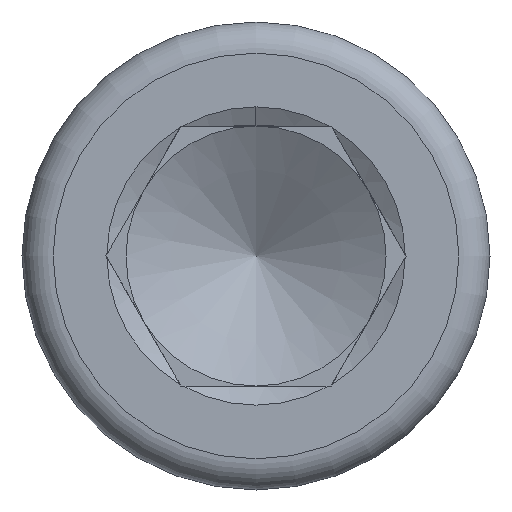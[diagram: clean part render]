
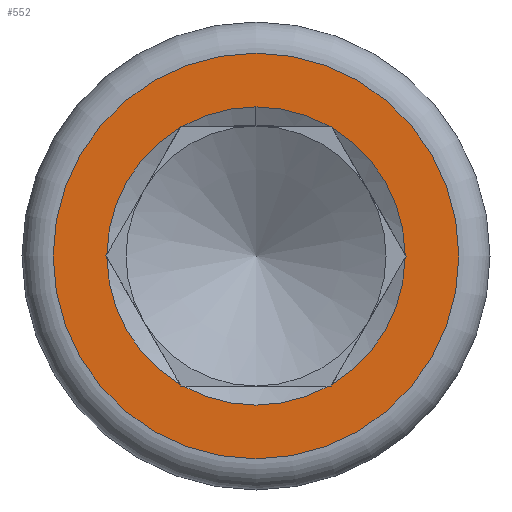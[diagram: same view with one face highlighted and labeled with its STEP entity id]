
A CAD part, left-side view. The second image highlights one B-rep face of the part: STEP entity #552.
In plain terms, the highlighted planar face has unit normal (-1, 0, 0).
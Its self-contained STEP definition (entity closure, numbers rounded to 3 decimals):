
#101=PLANE('',#605);
#112=CIRCLE('',#576,7.8);
#114=CIRCLE('',#582,5.735);
#128=CIRCLE('',#606,5.735);
#129=CIRCLE('',#607,5.735);
#130=CIRCLE('',#608,5.735);
#131=CIRCLE('',#609,5.735);
#132=CIRCLE('',#610,5.735);
#133=CIRCLE('',#611,5.735);
#141=VERTEX_POINT('',#640);
#142=VERTEX_POINT('',#641);
#143=VERTEX_POINT('',#643);
#146=VERTEX_POINT('',#650);
#147=VERTEX_POINT('',#656);
#148=VERTEX_POINT('',#657);
#149=VERTEX_POINT('',#659);
#151=VERTEX_POINT('',#669);
#152=VERTEX_POINT('',#670);
#153=VERTEX_POINT('',#672);
#155=VERTEX_POINT('',#682);
#156=VERTEX_POINT('',#683);
#157=VERTEX_POINT('',#685);
#160=VERTEX_POINT('',#692);
#162=VERTEX_POINT('',#699);
#163=VERTEX_POINT('',#703);
#165=VERTEX_POINT('',#711);
#166=VERTEX_POINT('',#719);
#178=VERTEX_POINT('',#761);
#179=VERTEX_POINT('',#763);
#181=VECTOR('',#799,1.);
#186=VECTOR('',#804,1.);
#187=VECTOR('',#806,1.);
#191=VECTOR('',#810,1.);
#192=VECTOR('',#812,1.);
#196=VECTOR('',#816,1.);
#197=VECTOR('',#818,1.);
#202=VECTOR('',#823,1.);
#203=VECTOR('',#825,1.);
#206=VECTOR('',#828,1.);
#212=VECTOR('',#890,1.);
#213=VECTOR('',#893,1.);
#217=LINE('',#642,#181);
#222=LINE('',#651,#186);
#223=LINE('',#658,#187);
#227=LINE('',#664,#191);
#228=LINE('',#671,#192);
#232=LINE('',#677,#196);
#233=LINE('',#684,#197);
#238=LINE('',#693,#202);
#239=LINE('',#704,#203);
#242=LINE('',#707,#206);
#248=LINE('',#760,#212);
#249=LINE('',#764,#213);
#260=EDGE_CURVE('',#143,#141,#217,.T.);
#265=EDGE_CURVE('',#146,#142,#222,.F.);
#267=EDGE_CURVE('',#149,#147,#223,.T.);
#271=EDGE_CURVE('',#143,#148,#227,.F.);
#273=EDGE_CURVE('',#153,#151,#228,.T.);
#277=EDGE_CURVE('',#149,#152,#232,.F.);
#279=EDGE_CURVE('',#157,#155,#233,.T.);
#284=EDGE_CURVE('',#160,#156,#238,.F.);
#287=EDGE_CURVE('',#146,#163,#239,.T.);
#290=EDGE_CURVE('',#157,#162,#242,.F.);
#292=EDGE_CURVE('',#165,#165,#112,.T.);
#295=EDGE_CURVE('',#163,#166,#114,.T.);
#313=EDGE_CURVE('',#155,#156,#128,.F.);
#314=EDGE_CURVE('',#160,#178,#248,.F.);
#315=EDGE_CURVE('',#178,#179,#129,.F.);
#316=EDGE_CURVE('',#153,#179,#249,.T.);
#317=EDGE_CURVE('',#152,#151,#130,.T.);
#318=EDGE_CURVE('',#148,#147,#131,.T.);
#319=EDGE_CURVE('',#141,#142,#132,.F.);
#320=EDGE_CURVE('',#166,#162,#133,.F.);
#422=ORIENTED_EDGE('',*,*,#292,.F.);
#423=ORIENTED_EDGE('',*,*,#290,.F.);
#424=ORIENTED_EDGE('',*,*,#279,.T.);
#425=ORIENTED_EDGE('',*,*,#313,.T.);
#426=ORIENTED_EDGE('',*,*,#284,.F.);
#427=ORIENTED_EDGE('',*,*,#314,.T.);
#428=ORIENTED_EDGE('',*,*,#315,.T.);
#429=ORIENTED_EDGE('',*,*,#316,.F.);
#430=ORIENTED_EDGE('',*,*,#273,.T.);
#431=ORIENTED_EDGE('',*,*,#317,.F.);
#432=ORIENTED_EDGE('',*,*,#277,.F.);
#433=ORIENTED_EDGE('',*,*,#267,.T.);
#434=ORIENTED_EDGE('',*,*,#318,.F.);
#435=ORIENTED_EDGE('',*,*,#271,.F.);
#436=ORIENTED_EDGE('',*,*,#260,.T.);
#437=ORIENTED_EDGE('',*,*,#319,.T.);
#438=ORIENTED_EDGE('',*,*,#265,.F.);
#439=ORIENTED_EDGE('',*,*,#287,.T.);
#440=ORIENTED_EDGE('',*,*,#295,.T.);
#441=ORIENTED_EDGE('',*,*,#320,.T.);
#489=EDGE_LOOP('',(#422));
#490=EDGE_LOOP('',(#423,#424,#425,#426,#427,#428,#429,#430,#431,#432,#433,
#434,#435,#436,#437,#438,#439,#440,#441));
#521=FACE_BOUND('',#489,.T.);
#522=FACE_BOUND('',#490,.T.);
#552=ADVANCED_FACE('',(#521,#522),#101,.F.);
#576=AXIS2_PLACEMENT_3D('',#712,#832,#833);
#582=AXIS2_PLACEMENT_3D('',#720,#842,#843);
#605=AXIS2_PLACEMENT_3D('',#758,#887,$);
#606=AXIS2_PLACEMENT_3D('',#759,#888,#889);
#607=AXIS2_PLACEMENT_3D('',#762,#891,#892);
#608=AXIS2_PLACEMENT_3D('',#765,#894,#895);
#609=AXIS2_PLACEMENT_3D('',#766,#896,#897);
#610=AXIS2_PLACEMENT_3D('',#767,#898,#899);
#611=AXIS2_PLACEMENT_3D('',#768,#900,#901);
#640=CARTESIAN_POINT('',(-12.,5.735,0.067));
#641=CARTESIAN_POINT('',(-12.,2.926,4.933));
#642=CARTESIAN_POINT('',(-12.,5.052,1.25));
#643=CARTESIAN_POINT('',(-12.,5.774,0.));
#650=CARTESIAN_POINT('',(-12.,2.887,5.));
#651=CARTESIAN_POINT('',(-12.,5.052,1.25));
#656=CARTESIAN_POINT('',(-12.,2.926,-4.933));
#657=CARTESIAN_POINT('',(-12.,5.735,-0.067));
#658=CARTESIAN_POINT('',(-12.,3.608,-3.75));
#659=CARTESIAN_POINT('',(-12.,2.887,-5.));
#664=CARTESIAN_POINT('',(-12.,3.608,-3.75));
#669=CARTESIAN_POINT('',(-12.,-2.809,-5.));
#670=CARTESIAN_POINT('',(-12.,2.809,-5.));
#671=CARTESIAN_POINT('',(-12.,-1.443,-5.));
#672=CARTESIAN_POINT('',(-12.,-2.887,-5.));
#677=CARTESIAN_POINT('',(-12.,-1.443,-5.));
#682=CARTESIAN_POINT('',(-12.,-2.926,4.933));
#683=CARTESIAN_POINT('',(-12.,-5.735,0.067));
#684=CARTESIAN_POINT('',(-12.,-3.608,3.75));
#685=CARTESIAN_POINT('',(-12.,-2.887,5.));
#692=CARTESIAN_POINT('',(-12.,-5.774,0.));
#693=CARTESIAN_POINT('',(-12.,-3.608,3.75));
#699=CARTESIAN_POINT('',(-12.,-2.809,5.));
#703=CARTESIAN_POINT('',(-12.,2.809,5.));
#704=CARTESIAN_POINT('',(-12.,1.443,5.));
#707=CARTESIAN_POINT('',(-12.,1.443,5.));
#711=CARTESIAN_POINT('',(-12.,0.,-7.8));
#712=CARTESIAN_POINT('',(-12.,0.,0.));
#719=CARTESIAN_POINT('',(-12.,0.,5.735));
#720=CARTESIAN_POINT('',(-12.,0.,0.));
#758=CARTESIAN_POINT('',(-12.,0.,0.));
#759=CARTESIAN_POINT('',(-12.,0.,0.));
#760=CARTESIAN_POINT('',(-12.,-5.052,-1.25));
#761=CARTESIAN_POINT('',(-12.,-5.735,-0.067));
#762=CARTESIAN_POINT('',(-12.,0.,0.));
#763=CARTESIAN_POINT('',(-12.,-2.926,-4.933));
#764=CARTESIAN_POINT('',(-12.,-5.052,-1.25));
#765=CARTESIAN_POINT('',(-12.,0.,0.));
#766=CARTESIAN_POINT('',(-12.,0.,0.));
#767=CARTESIAN_POINT('',(-12.,0.,0.));
#768=CARTESIAN_POINT('',(-12.,0.,0.));
#799=DIRECTION('',(0.,-0.5,0.866));
#804=DIRECTION('',(0.,-0.5,0.866));
#806=DIRECTION('',(0.,0.5,0.866));
#810=DIRECTION('',(0.,0.5,0.866));
#812=DIRECTION('',(0.,1.,0.));
#816=DIRECTION('',(0.,1.,0.));
#818=DIRECTION('',(0.,-0.5,-0.866));
#823=DIRECTION('',(0.,-0.5,-0.866));
#825=DIRECTION('',(0.,-1.,0.));
#828=DIRECTION('',(0.,-1.,0.));
#832=DIRECTION('',(1.,0.,0.));
#833=DIRECTION('',(0.,0.,-7.8));
#842=DIRECTION('',(1.,0.,0.));
#843=DIRECTION('',(0.,0.,5.735));
#887=DIRECTION('',(1.,0.,0.));
#888=DIRECTION('',(-1.,0.,0.));
#889=DIRECTION('',(0.,0.,5.735));
#890=DIRECTION('',(0.,-0.5,0.866));
#891=DIRECTION('',(-1.,0.,0.));
#892=DIRECTION('',(0.,0.,5.735));
#893=DIRECTION('',(0.,-0.5,0.866));
#894=DIRECTION('',(-1.,0.,0.));
#895=DIRECTION('',(0.,0.,5.735));
#896=DIRECTION('',(-1.,0.,0.));
#897=DIRECTION('',(0.,0.,5.735));
#898=DIRECTION('',(-1.,0.,0.));
#899=DIRECTION('',(0.,0.,5.735));
#900=DIRECTION('',(-1.,0.,0.));
#901=DIRECTION('',(0.,0.,5.735));
